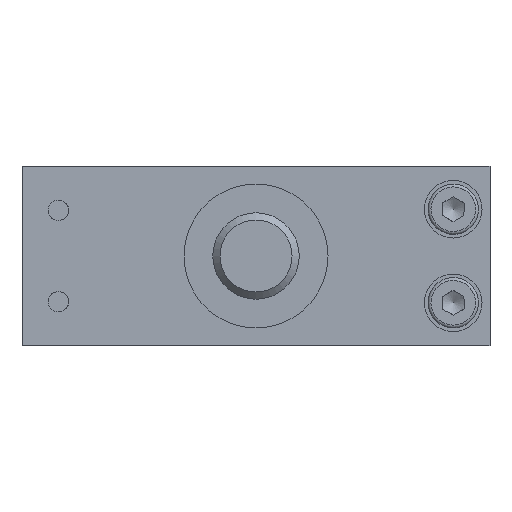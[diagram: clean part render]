
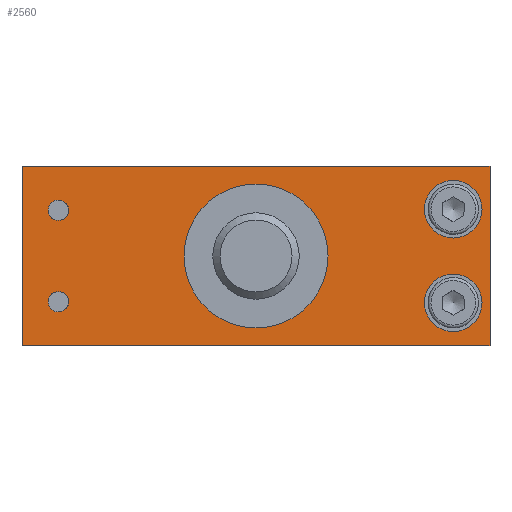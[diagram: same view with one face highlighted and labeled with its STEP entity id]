
A CAD part, front view. The second image highlights one B-rep face of the part: STEP entity #2560.
In plain terms, the highlighted planar face has unit normal (0, -1, 0).
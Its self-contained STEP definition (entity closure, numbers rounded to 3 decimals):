
#231=LINE('',#4281,#383);
#233=LINE('',#4285,#385);
#234=LINE('',#4287,#386);
#235=LINE('',#4288,#387);
#383=VECTOR('',#3380,25.);
#385=VECTOR('',#3384,65.);
#386=VECTOR('',#3385,25.);
#387=VECTOR('',#3386,65.);
#496=PLANE('',#2799);
#573=FACE_BOUND('',#957,.T.);
#574=FACE_BOUND('',#958,.T.);
#575=FACE_BOUND('',#959,.T.);
#576=FACE_BOUND('',#960,.T.);
#577=FACE_BOUND('',#961,.T.);
#735=FACE_OUTER_BOUND('',#956,.T.);
#956=EDGE_LOOP('',(#2100,#2101,#2102,#2103));
#957=EDGE_LOOP('',(#2104));
#958=EDGE_LOOP('',(#2105));
#959=EDGE_LOOP('',(#2106));
#960=EDGE_LOOP('',(#2107));
#961=EDGE_LOOP('',(#2108));
#1077=CIRCLE('',#2766,4.);
#1080=CIRCLE('',#2772,4.);
#1082=CIRCLE('',#2776,1.425);
#1083=CIRCLE('',#2778,1.425);
#1092=CIRCLE('',#2794,10.);
#1279=VERTEX_POINT('',#4215);
#1282=VERTEX_POINT('',#4224);
#1284=VERTEX_POINT('',#4230);
#1285=VERTEX_POINT('',#4233);
#1294=VERTEX_POINT('',#4262);
#1299=VERTEX_POINT('',#4278);
#1300=VERTEX_POINT('',#4280);
#1301=VERTEX_POINT('',#4284);
#1302=VERTEX_POINT('',#4286);
#1559=EDGE_CURVE('',#1279,#1279,#1077,.T.);
#1562=EDGE_CURVE('',#1282,#1282,#1080,.T.);
#1564=EDGE_CURVE('',#1284,#1284,#1082,.T.);
#1565=EDGE_CURVE('',#1285,#1285,#1083,.T.);
#1578=EDGE_CURVE('',#1294,#1294,#1092,.T.);
#1586=EDGE_CURVE('',#1300,#1299,#231,.T.);
#1588=EDGE_CURVE('',#1299,#1301,#233,.T.);
#1589=EDGE_CURVE('',#1302,#1301,#234,.T.);
#1590=EDGE_CURVE('',#1300,#1302,#235,.T.);
#2100=ORIENTED_EDGE('',*,*,#1588,.T.);
#2101=ORIENTED_EDGE('',*,*,#1589,.F.);
#2102=ORIENTED_EDGE('',*,*,#1590,.F.);
#2103=ORIENTED_EDGE('',*,*,#1586,.T.);
#2104=ORIENTED_EDGE('',*,*,#1559,.T.);
#2105=ORIENTED_EDGE('',*,*,#1562,.T.);
#2106=ORIENTED_EDGE('',*,*,#1564,.T.);
#2107=ORIENTED_EDGE('',*,*,#1565,.T.);
#2108=ORIENTED_EDGE('',*,*,#1578,.T.);
#2560=ADVANCED_FACE('',(#735,#573,#574,#575,#576,#577),#496,.T.);
#2766=AXIS2_PLACEMENT_3D('',#4216,#3303,#3304);
#2772=AXIS2_PLACEMENT_3D('',#4225,#3315,#3316);
#2776=AXIS2_PLACEMENT_3D('',#4231,#3323,#3324);
#2778=AXIS2_PLACEMENT_3D('',#4234,#3327,#3328);
#2794=AXIS2_PLACEMENT_3D('',#4263,#3363,#3364);
#2799=AXIS2_PLACEMENT_3D('',#4283,#3382,#3383);
#3303=DIRECTION('center_axis',(0.,1.,0.));
#3304=DIRECTION('ref_axis',(-1.,0.,0.));
#3315=DIRECTION('center_axis',(0.,1.,0.));
#3316=DIRECTION('ref_axis',(-1.,0.,0.));
#3323=DIRECTION('center_axis',(0.,1.,0.));
#3324=DIRECTION('ref_axis',(-1.,0.,0.));
#3327=DIRECTION('center_axis',(0.,1.,0.));
#3328=DIRECTION('ref_axis',(-1.,0.,0.));
#3363=DIRECTION('center_axis',(0.,1.,0.));
#3364=DIRECTION('ref_axis',(1.,0.,0.));
#3380=DIRECTION('',(0.,0.,-1.));
#3382=DIRECTION('center_axis',(0.,-1.,0.));
#3383=DIRECTION('ref_axis',(0.,0.,1.));
#3384=DIRECTION('',(1.,0.,0.));
#3385=DIRECTION('',(0.,0.,-1.));
#3386=DIRECTION('',(1.,0.,0.));
#4215=CARTESIAN_POINT('',(23.4,-24.5,19.));
#4216=CARTESIAN_POINT('Origin',(27.4,-24.5,19.));
#4224=CARTESIAN_POINT('',(23.4,-24.5,6.));
#4225=CARTESIAN_POINT('Origin',(27.4,-24.5,6.));
#4230=CARTESIAN_POINT('',(-28.875,-24.5,18.85));
#4231=CARTESIAN_POINT('Origin',(-27.45,-24.5,18.85));
#4233=CARTESIAN_POINT('',(-28.875,-24.5,6.15));
#4234=CARTESIAN_POINT('Origin',(-27.45,-24.5,6.15));
#4262=CARTESIAN_POINT('',(-10.,-24.5,12.5));
#4263=CARTESIAN_POINT('Origin',(0.,-24.5,12.5));
#4278=CARTESIAN_POINT('',(-32.5,-24.5,0.));
#4280=CARTESIAN_POINT('',(-32.5,-24.5,25.));
#4281=CARTESIAN_POINT('',(-32.5,-24.5,25.));
#4283=CARTESIAN_POINT('Origin',(-32.5,-24.5,25.));
#4284=CARTESIAN_POINT('',(32.5,-24.5,0.));
#4285=CARTESIAN_POINT('',(-32.5,-24.5,0.));
#4286=CARTESIAN_POINT('',(32.5,-24.5,25.));
#4287=CARTESIAN_POINT('',(32.5,-24.5,25.));
#4288=CARTESIAN_POINT('',(-32.5,-24.5,25.));
